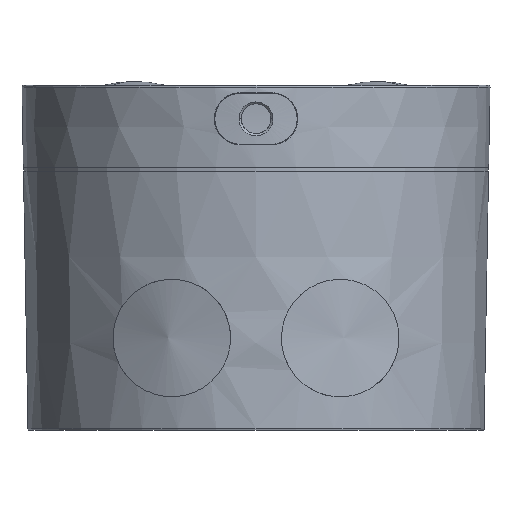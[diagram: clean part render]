
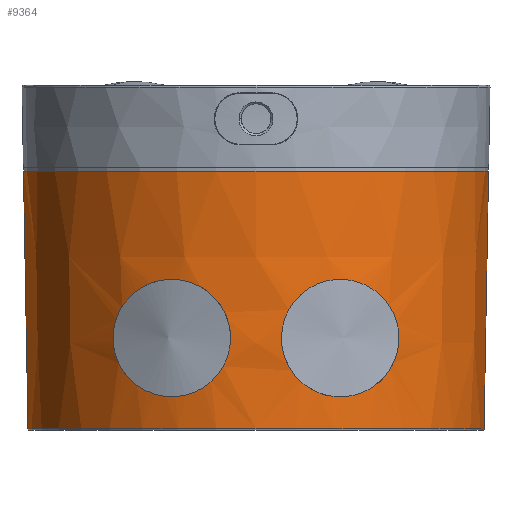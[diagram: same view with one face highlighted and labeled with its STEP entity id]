
A CAD part, front view. The second image highlights one B-rep face of the part: STEP entity #9364.
In plain terms, the highlighted conical face has half-angle 1 degrees and reference radius 29.401 mm.
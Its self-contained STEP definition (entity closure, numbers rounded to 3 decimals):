
#2008=CARTESIAN_POINT('',(0.,0.,-19.354));
#2009=DIRECTION('',(0.,0.,-1.));
#2010=DIRECTION('',(1.,0.,0.));
#2011=AXIS2_PLACEMENT_3D('',#2008,#2009,#2010);
#2016=DIRECTION('',(-0.017,0.,1.));
#2017=VECTOR('',#2016,32.909);
#2018=CARTESIAN_POINT('',(-29.114,0.,
-19.354));
#2019=LINE('',#2018,#2017);
#2023=CARTESIAN_POINT('',(0.,0.,13.55));
#2024=DIRECTION('',(0.,0.,-1.));
#2025=DIRECTION('',(1.,0.,0.));
#2026=AXIS2_PLACEMENT_3D('',#2023,#2024,#2025);
#2031=DIRECTION('',(-0.017,0.,-1.));
#2032=VECTOR('',#2031,32.909);
#2033=CARTESIAN_POINT('',(29.689,0.,13.55));
#2034=LINE('',#2033,#2032);
#2038=CARTESIAN_POINT('',(18.252,-22.942,
-7.75));
#2039=CARTESIAN_POINT('',(18.252,-22.933,
-8.165));
#2040=CARTESIAN_POINT('',(18.184,-22.969,
-9.014));
#2041=CARTESIAN_POINT('',(17.844,-23.207,
-10.315));
#2042=CARTESIAN_POINT('',(17.258,-23.621,
-11.57));
#2043=CARTESIAN_POINT('',(16.405,-24.201,
-12.755));
#2044=CARTESIAN_POINT('',(15.272,-24.915,
-13.804));
#2045=CARTESIAN_POINT('',(13.915,-25.685,
-14.612));
#2046=CARTESIAN_POINT('',(12.428,-26.428,
-15.117));
#2047=CARTESIAN_POINT('',(10.893,-27.093,
-15.302));
#2048=CARTESIAN_POINT('',(9.382,-27.653,
-15.177));
#2049=CARTESIAN_POINT('',(7.946,-28.105,
-14.761));
#2050=CARTESIAN_POINT('',(6.628,-28.454,
-14.076));
#2051=CARTESIAN_POINT('',(5.468,-28.713,
-13.146));
#2052=CARTESIAN_POINT('',(4.51,-28.897,
-12.003));
#2053=CARTESIAN_POINT('',(3.792,-29.021,
-10.686));
#2054=CARTESIAN_POINT('',(3.349,-29.099,
-9.251));
#2055=CARTESIAN_POINT('',(3.248,-29.127,
-8.251));
#2056=CARTESIAN_POINT('',(3.248,-29.136,
-7.75));
#2061=CARTESIAN_POINT('',(3.248,-29.136,
-7.75));
#2062=CARTESIAN_POINT('',(3.248,-29.145,
-7.25));
#2063=CARTESIAN_POINT('',(3.348,-29.152,
-6.253));
#2064=CARTESIAN_POINT('',(3.792,-29.124,
-4.817));
#2065=CARTESIAN_POINT('',(4.501,-29.048,
-3.511));
#2066=CARTESIAN_POINT('',(5.461,-28.906,
-2.362));
#2067=CARTESIAN_POINT('',(6.602,-28.686,
-1.441));
#2068=CARTESIAN_POINT('',(7.921,-28.365,
-0.75));
#2069=CARTESIAN_POINT('',(9.333,-27.942,
-0.333));
#2070=CARTESIAN_POINT('',(10.841,-27.397,
-0.198));
#2071=CARTESIAN_POINT('',(12.356,-26.745,
-0.368));
#2072=CARTESIAN_POINT('',(13.852,-25.992,
-0.859));
#2073=CARTESIAN_POINT('',(15.216,-25.198,
-1.653));
#2074=CARTESIAN_POINT('',(16.378,-24.432,
-2.711));
#2075=CARTESIAN_POINT('',(17.248,-23.795,
-3.91));
#2076=CARTESIAN_POINT('',(17.843,-23.321,
-5.181));
#2077=CARTESIAN_POINT('',(18.184,-23.025,
-6.488));
#2078=CARTESIAN_POINT('',(18.252,-22.951,
-7.337));
#2079=CARTESIAN_POINT('',(18.252,-22.942,
-7.75));
#2084=CARTESIAN_POINT('',(-3.248,-29.136,
-7.75));
#2085=CARTESIAN_POINT('',(-3.248,-29.127,
-8.251));
#2086=CARTESIAN_POINT('',(-3.349,-29.099,
-9.251));
#2087=CARTESIAN_POINT('',(-3.792,-29.021,
-10.686));
#2088=CARTESIAN_POINT('',(-4.51,-28.897,
-12.002));
#2089=CARTESIAN_POINT('',(-5.468,-28.713,
-13.146));
#2090=CARTESIAN_POINT('',(-6.628,-28.454,
-14.076));
#2091=CARTESIAN_POINT('',(-7.947,-28.104,
-14.761));
#2092=CARTESIAN_POINT('',(-9.382,-27.653,
-15.177));
#2093=CARTESIAN_POINT('',(-10.894,-27.092,
-15.302));
#2094=CARTESIAN_POINT('',(-12.428,-26.428,
-15.117));
#2095=CARTESIAN_POINT('',(-13.916,-25.685,
-14.612));
#2096=CARTESIAN_POINT('',(-15.272,-24.915,
-13.804));
#2097=CARTESIAN_POINT('',(-16.406,-24.201,
-12.755));
#2098=CARTESIAN_POINT('',(-17.259,-23.621,
-11.569));
#2099=CARTESIAN_POINT('',(-17.844,-23.207,
-10.315));
#2100=CARTESIAN_POINT('',(-18.183,-22.969,
-9.014));
#2101=CARTESIAN_POINT('',(-18.252,-22.933,
-8.165));
#2102=CARTESIAN_POINT('',(-18.252,-22.942,
-7.75));
#2107=CARTESIAN_POINT('',(-18.252,-22.942,
-7.75));
#2108=CARTESIAN_POINT('',(-18.252,-22.951,
-7.337));
#2109=CARTESIAN_POINT('',(-18.184,-23.025,
-6.488));
#2110=CARTESIAN_POINT('',(-17.843,-23.321,
-5.18));
#2111=CARTESIAN_POINT('',(-17.247,-23.795,
-3.91));
#2112=CARTESIAN_POINT('',(-16.378,-24.432,
-2.711));
#2113=CARTESIAN_POINT('',(-15.216,-25.198,
-1.653));
#2114=CARTESIAN_POINT('',(-13.851,-25.992,
-0.859));
#2115=CARTESIAN_POINT('',(-12.356,-26.745,
-0.368));
#2116=CARTESIAN_POINT('',(-10.841,-27.397,
-0.198));
#2117=CARTESIAN_POINT('',(-9.332,-27.942,
-0.333));
#2118=CARTESIAN_POINT('',(-7.921,-28.365,
-0.75));
#2119=CARTESIAN_POINT('',(-6.603,-28.686,
-1.441));
#2120=CARTESIAN_POINT('',(-5.461,-28.906,
-2.362));
#2121=CARTESIAN_POINT('',(-4.501,-29.048,
-3.511));
#2122=CARTESIAN_POINT('',(-3.792,-29.124,
-4.817));
#2123=CARTESIAN_POINT('',(-3.348,-29.152,
-6.253));
#2124=CARTESIAN_POINT('',(-3.248,-29.145,
-7.25));
#2125=CARTESIAN_POINT('',(-3.248,-29.136,
-7.75));
#7131=CARTESIAN_POINT('',(-29.689,0.,13.55));
#7132=CARTESIAN_POINT('',(29.689,0.,13.55));
#7133=VERTEX_POINT('',#7131);
#7134=VERTEX_POINT('',#7132);
#7159=CARTESIAN_POINT('',(-29.114,0.,-19.354));
#7160=CARTESIAN_POINT('',(29.114,0.,
-19.354));
#7161=VERTEX_POINT('',#7159);
#7162=VERTEX_POINT('',#7160);
#8000=VERTEX_POINT('',#2038);
#8001=VERTEX_POINT('',#2056);
#8004=VERTEX_POINT('',#2084);
#8005=VERTEX_POINT('',#2102);
#9341=CARTESIAN_POINT('',(0.,0.,-2.902));
#9342=DIRECTION('',(0.,0.,1.));
#9343=DIRECTION('',(-1.,0.,0.));
#9344=AXIS2_PLACEMENT_3D('',#9341,#9342,#9343);
#9345=CONICAL_SURFACE('',#9344,29.401,1.);
#9346=ORIENTED_EDGE('',*,*,#9335,.T.);
#9347=ORIENTED_EDGE('',*,*,#9097,.T.);
#9348=ORIENTED_EDGE('',*,*,#9078,.F.);
#9349=ORIENTED_EDGE('',*,*,#9094,.T.);
#9350=EDGE_LOOP('',(#9346,#9347,#9348,#9349));
#9351=FACE_OUTER_BOUND('',#9350,.F.);
#9353=ORIENTED_EDGE('',*,*,#9352,.F.);
#9355=ORIENTED_EDGE('',*,*,#9354,.F.);
#9356=EDGE_LOOP('',(#9353,#9355));
#9357=FACE_BOUND('',#9356,.F.);
#9359=ORIENTED_EDGE('',*,*,#9358,.F.);
#9361=ORIENTED_EDGE('',*,*,#9360,.F.);
#9362=EDGE_LOOP('',(#9359,#9361));
#9363=FACE_BOUND('',#9362,.F.);
#2012=CIRCLE('',#2011,29.114);
#2027=CIRCLE('',#2026,29.689);
#2057=B_SPLINE_CURVE_WITH_KNOTS('',3,(#2038,#2039,#2040,#2041,#2042,#2043,#2044,
#2045,#2046,#2047,#2048,#2049,#2050,#2051,#2052,#2053,#2054,#2055,#2056),
.UNSPECIFIED.,.F.,.F.,(4,1,1,1,1,1,1,1,1,1,1,1,1,1,1,1,4),(0.,0.063,0.125,
0.188,0.25,0.313,0.375,0.438,0.5,0.563,0.625,0.688,
0.75,0.813,0.875,0.938,1.),.UNSPECIFIED.);
#2080=B_SPLINE_CURVE_WITH_KNOTS('',3,(#2061,#2062,#2063,#2064,#2065,#2066,#2067,
#2068,#2069,#2070,#2071,#2072,#2073,#2074,#2075,#2076,#2077,#2078,#2079),
.UNSPECIFIED.,.F.,.F.,(4,1,1,1,1,1,1,1,1,1,1,1,1,1,1,1,4),(0.,0.063,0.125,
0.188,0.25,0.313,0.375,0.438,0.5,0.563,0.625,0.688,
0.75,0.813,0.875,0.938,1.),.UNSPECIFIED.);
#2103=B_SPLINE_CURVE_WITH_KNOTS('',3,(#2084,#2085,#2086,#2087,#2088,#2089,#2090,
#2091,#2092,#2093,#2094,#2095,#2096,#2097,#2098,#2099,#2100,#2101,#2102),
.UNSPECIFIED.,.F.,.F.,(4,1,1,1,1,1,1,1,1,1,1,1,1,1,1,1,4),(0.,0.063,0.125,
0.188,0.25,0.313,0.375,0.438,0.5,0.563,0.625,0.688,
0.75,0.813,0.875,0.938,1.),.UNSPECIFIED.);
#2126=B_SPLINE_CURVE_WITH_KNOTS('',3,(#2107,#2108,#2109,#2110,#2111,#2112,#2113,
#2114,#2115,#2116,#2117,#2118,#2119,#2120,#2121,#2122,#2123,#2124,#2125),
.UNSPECIFIED.,.F.,.F.,(4,1,1,1,1,1,1,1,1,1,1,1,1,1,1,1,4),(0.,0.063,0.125,
0.188,0.25,0.313,0.375,0.438,0.5,0.563,0.625,0.688,
0.75,0.813,0.875,0.938,1.),.UNSPECIFIED.);
#9078=EDGE_CURVE('',#7134,#7133,#2027,.T.);
#9094=EDGE_CURVE('',#7134,#7162,#2034,.T.);
#9097=EDGE_CURVE('',#7161,#7133,#2019,.T.);
#9335=EDGE_CURVE('',#7162,#7161,#2012,.T.);
#9352=EDGE_CURVE('',#8000,#8001,#2057,.T.);
#9354=EDGE_CURVE('',#8001,#8000,#2080,.T.);
#9358=EDGE_CURVE('',#8004,#8005,#2103,.T.);
#9360=EDGE_CURVE('',#8005,#8004,#2126,.T.);
#9364=ADVANCED_FACE('',(#9351,#9357,#9363),#9345,.T.);
